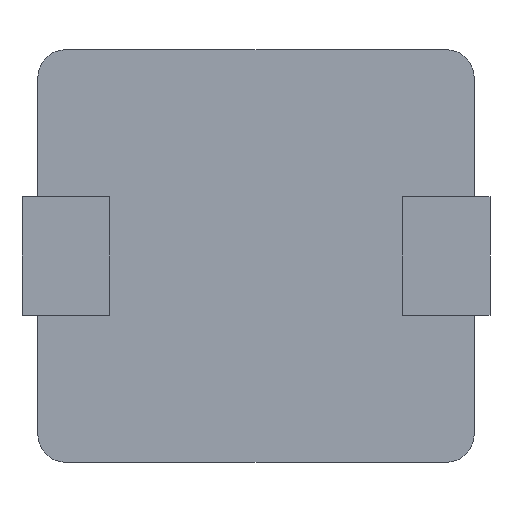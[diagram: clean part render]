
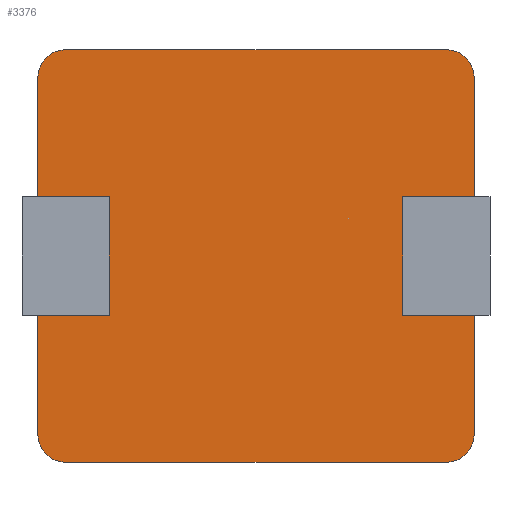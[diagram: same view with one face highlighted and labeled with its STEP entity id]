
A CAD part, front view. The second image highlights one B-rep face of the part: STEP entity #3376.
In plain terms, the highlighted planar face has unit normal (0, -1, 0).
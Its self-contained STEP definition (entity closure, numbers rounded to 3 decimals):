
#1=DIRECTION('',(0.,0.,1.));
#2=VECTOR('',#1,1.5);
#3=CARTESIAN_POINT('',(-1.85,0.,-0.75));
#4=LINE('',#3,#2);
#5=DIRECTION('',(-1.,0.,0.));
#6=VECTOR('',#5,0.9);
#7=CARTESIAN_POINT('',(-1.85,0.,0.75));
#8=LINE('',#7,#6);
#9=CARTESIAN_POINT('',(-2.4,0.,2.25));
#10=DIRECTION('',(0.,1.,0.));
#11=DIRECTION('',(-1.,0.,0.));
#12=AXIS2_PLACEMENT_3D('',#9,#10,#11);
#14=CARTESIAN_POINT('',(2.4,0.,2.25));
#15=DIRECTION('',(0.,1.,0.));
#16=DIRECTION('',(0.,0.,1.));
#17=AXIS2_PLACEMENT_3D('',#14,#15,#16);
#19=DIRECTION('',(1.,0.,0.));
#20=VECTOR('',#19,0.9);
#21=CARTESIAN_POINT('',(1.85,0.,-0.75));
#22=LINE('',#21,#20);
#23=CARTESIAN_POINT('',(2.4,0.,-2.25));
#24=DIRECTION('',(0.,1.,0.));
#25=DIRECTION('',(1.,0.,0.));
#26=AXIS2_PLACEMENT_3D('',#23,#24,#25);
#28=CARTESIAN_POINT('',(-2.4,0.,-2.25));
#29=DIRECTION('',(0.,1.,0.));
#30=DIRECTION('',(0.,0.,-1.));
#31=AXIS2_PLACEMENT_3D('',#28,#29,#30);
#53=DIRECTION('',(0.,0.,-1.));
#54=VECTOR('',#53,1.5);
#55=CARTESIAN_POINT('',(-2.75,0.,-0.75));
#56=LINE('',#55,#54);
#57=DIRECTION('',(0.,0.,-1.));
#58=VECTOR('',#57,1.5);
#59=CARTESIAN_POINT('',(-2.75,0.,2.25));
#60=LINE('',#59,#58);
#85=DIRECTION('',(-1.,0.,0.));
#86=VECTOR('',#85,0.9);
#87=CARTESIAN_POINT('',(-1.85,0.,-0.75));
#88=LINE('',#87,#86);
#157=DIRECTION('',(1.,0.,0.));
#158=VECTOR('',#157,4.8);
#159=CARTESIAN_POINT('',(-2.4,0.,-2.6));
#160=LINE('',#159,#158);
#173=DIRECTION('',(0.,0.,1.));
#174=VECTOR('',#173,1.5);
#175=CARTESIAN_POINT('',(2.75,0.,0.75));
#176=LINE('',#175,#174);
#177=DIRECTION('',(0.,0.,1.));
#178=VECTOR('',#177,1.5);
#179=CARTESIAN_POINT('',(2.75,0.,-2.25));
#180=LINE('',#179,#178);
#189=DIRECTION('',(0.,0.,1.));
#190=VECTOR('',#189,1.5);
#191=CARTESIAN_POINT('',(1.85,0.,-0.75));
#192=LINE('',#191,#190);
#205=DIRECTION('',(1.,0.,0.));
#206=VECTOR('',#205,0.9);
#207=CARTESIAN_POINT('',(1.85,0.,0.75));
#208=LINE('',#207,#206);
#297=DIRECTION('',(-1.,0.,0.));
#298=VECTOR('',#297,4.8);
#299=CARTESIAN_POINT('',(2.4,0.,2.6));
#300=LINE('',#299,#298);
#2505=CARTESIAN_POINT('',(-1.85,0.,-0.75));
#2506=CARTESIAN_POINT('',(-1.85,0.,0.75));
#2507=VERTEX_POINT('',#2505);
#2508=VERTEX_POINT('',#2506);
#2509=CARTESIAN_POINT('',(-2.75,0.,0.75));
#2510=VERTEX_POINT('',#2509);
#2511=CARTESIAN_POINT('',(-2.75,0.,2.25));
#2512=VERTEX_POINT('',#2511);
#2513=CARTESIAN_POINT('',(-2.4,0.,2.6));
#2514=VERTEX_POINT('',#2513);
#2515=CARTESIAN_POINT('',(2.4,0.,2.6));
#2516=VERTEX_POINT('',#2515);
#2517=CARTESIAN_POINT('',(2.75,0.,2.25));
#2518=VERTEX_POINT('',#2517);
#2519=CARTESIAN_POINT('',(2.75,0.,0.75));
#2520=VERTEX_POINT('',#2519);
#2521=CARTESIAN_POINT('',(1.85,0.,0.75));
#2522=VERTEX_POINT('',#2521);
#2523=CARTESIAN_POINT('',(1.85,0.,-0.75));
#2524=VERTEX_POINT('',#2523);
#2525=CARTESIAN_POINT('',(2.75,0.,-0.75));
#2526=VERTEX_POINT('',#2525);
#2527=CARTESIAN_POINT('',(2.75,0.,-2.25));
#2528=VERTEX_POINT('',#2527);
#2529=CARTESIAN_POINT('',(2.4,0.,-2.6));
#2530=VERTEX_POINT('',#2529);
#2531=CARTESIAN_POINT('',(-2.4,0.,-2.6));
#2532=VERTEX_POINT('',#2531);
#2533=CARTESIAN_POINT('',(-2.75,0.,-2.25));
#2534=VERTEX_POINT('',#2533);
#2535=CARTESIAN_POINT('',(-2.75,0.,-0.75));
#2536=VERTEX_POINT('',#2535);
#3337=CARTESIAN_POINT('',(0.,0.,0.));
#3338=DIRECTION('',(0.,1.,0.));
#3339=DIRECTION('',(1.,0.,0.));
#3340=AXIS2_PLACEMENT_3D('',#3337,#3338,#3339);
#3341=PLANE('',#3340);
#3343=ORIENTED_EDGE('',*,*,#3342,.T.);
#3345=ORIENTED_EDGE('',*,*,#3344,.T.);
#3347=ORIENTED_EDGE('',*,*,#3346,.F.);
#3349=ORIENTED_EDGE('',*,*,#3348,.T.);
#3351=ORIENTED_EDGE('',*,*,#3350,.F.);
#3353=ORIENTED_EDGE('',*,*,#3352,.T.);
#3355=ORIENTED_EDGE('',*,*,#3354,.F.);
#3357=ORIENTED_EDGE('',*,*,#3356,.F.);
#3359=ORIENTED_EDGE('',*,*,#3358,.F.);
#3361=ORIENTED_EDGE('',*,*,#3360,.T.);
#3363=ORIENTED_EDGE('',*,*,#3362,.F.);
#3365=ORIENTED_EDGE('',*,*,#3364,.T.);
#3367=ORIENTED_EDGE('',*,*,#3366,.F.);
#3369=ORIENTED_EDGE('',*,*,#3368,.T.);
#3371=ORIENTED_EDGE('',*,*,#3370,.F.);
#3373=ORIENTED_EDGE('',*,*,#3372,.F.);
#3374=EDGE_LOOP('',(#3343,#3345,#3347,#3349,#3351,#3353,#3355,#3357,#3359,#3361,
#3363,#3365,#3367,#3369,#3371,#3373));
#3375=FACE_OUTER_BOUND('',#3374,.F.);
#3376=ADVANCED_FACE('',(#3375),#3341,.F.);
#13=CIRCLE('',#12,0.35);
#18=CIRCLE('',#17,0.35);
#27=CIRCLE('',#26,0.35);
#32=CIRCLE('',#31,0.35);
#3342=EDGE_CURVE('',#2507,#2508,#4,.T.);
#3344=EDGE_CURVE('',#2508,#2510,#8,.T.);
#3346=EDGE_CURVE('',#2512,#2510,#60,.T.);
#3348=EDGE_CURVE('',#2512,#2514,#13,.T.);
#3350=EDGE_CURVE('',#2516,#2514,#300,.T.);
#3352=EDGE_CURVE('',#2516,#2518,#18,.T.);
#3354=EDGE_CURVE('',#2520,#2518,#176,.T.);
#3356=EDGE_CURVE('',#2522,#2520,#208,.T.);
#3358=EDGE_CURVE('',#2524,#2522,#192,.T.);
#3360=EDGE_CURVE('',#2524,#2526,#22,.T.);
#3362=EDGE_CURVE('',#2528,#2526,#180,.T.);
#3364=EDGE_CURVE('',#2528,#2530,#27,.T.);
#3366=EDGE_CURVE('',#2532,#2530,#160,.T.);
#3368=EDGE_CURVE('',#2532,#2534,#32,.T.);
#3370=EDGE_CURVE('',#2536,#2534,#56,.T.);
#3372=EDGE_CURVE('',#2507,#2536,#88,.T.);
